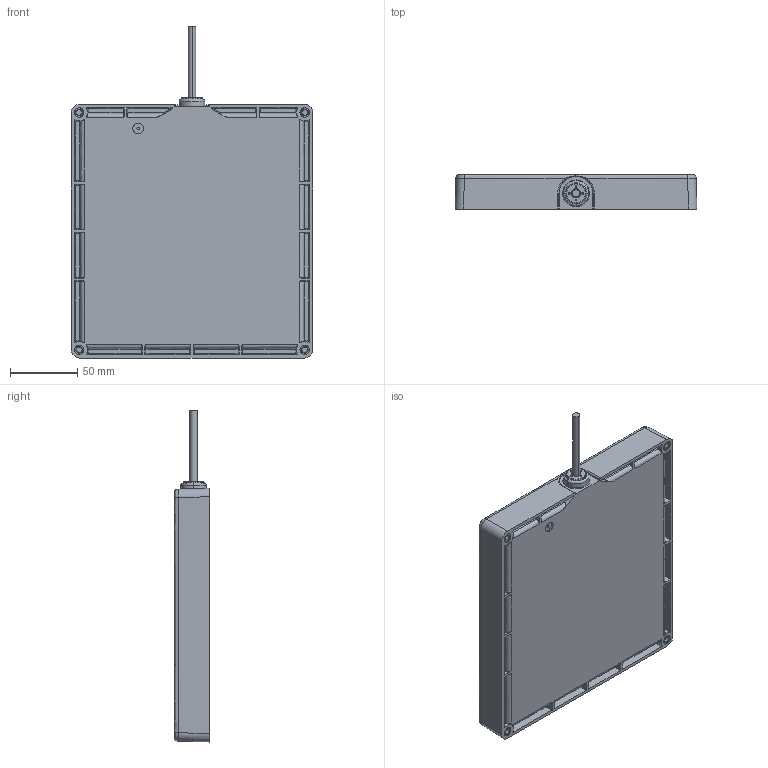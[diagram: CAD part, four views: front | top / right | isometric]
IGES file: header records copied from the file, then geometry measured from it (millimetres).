
Start section:  PTC IGES file: 155589.igs
Global section: file name: 155589.igs; native system: Pro/ENGINEER by Parametric Technology Corporation; preprocessor: 2009141; author: banengservice; organization: Unknown; date: 20110113.131732; units: inch
Bounding box: 180.1 x 25.77 x 247.23 mm (x, y, z)
Volume: 277671.5 mm3; surface area: 197565.6 mm2
Topology: 3 solids, 3 shells, 957 faces, 2189 edges, 1312 vertices
Faces by surface type: revolution 534, bspline 423
